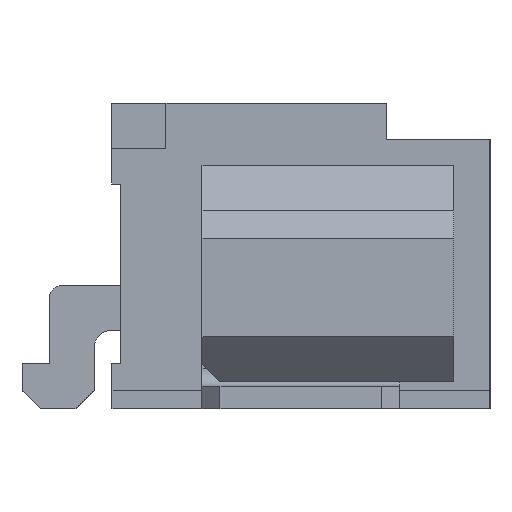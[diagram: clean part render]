
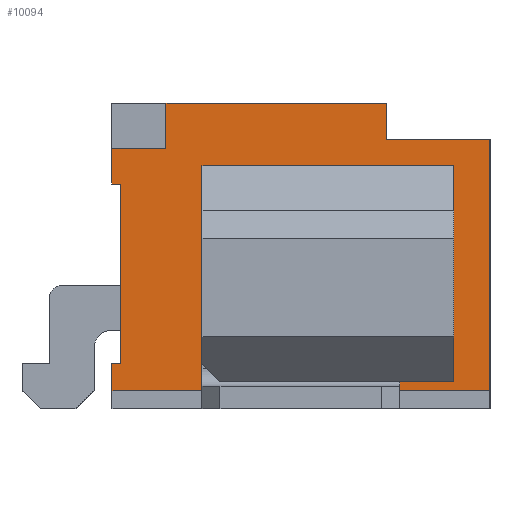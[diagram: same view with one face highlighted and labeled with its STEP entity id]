
A CAD part, left-side view. The second image highlights one B-rep face of the part: STEP entity #10094.
In plain terms, the highlighted planar face has unit normal (-1, 0, 0).
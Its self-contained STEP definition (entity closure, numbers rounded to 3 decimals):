
#463=FACE_BOUND('',#1086,.T.);
#556=FACE_OUTER_BOUND('',#1085,.T.);
#1085=EDGE_LOOP('',(#7132,#7133,#7134,#7135,#7136,#7137,#7138,#7139,#7140,
#7141,#7142,#7143));
#1086=EDGE_LOOP('',(#7144,#7145,#7146,#7147));
#1612=LINE('',#13811,#2973);
#1616=LINE('',#13821,#2977);
#1678=LINE('',#13945,#3039);
#1711=LINE('',#14011,#3072);
#1864=LINE('',#14346,#3225);
#1872=LINE('',#14362,#3233);
#1873=LINE('',#14364,#3234);
#1874=LINE('',#14365,#3235);
#1875=LINE('',#14367,#3236);
#1876=LINE('',#14369,#3237);
#1877=LINE('',#14371,#3238);
#1878=LINE('',#14373,#3239);
#1879=LINE('',#14375,#3240);
#1880=LINE('',#14376,#3241);
#1881=LINE('',#14377,#3242);
#1882=LINE('',#14378,#3243);
#2973=VECTOR('',#11225,0.3);
#2977=VECTOR('',#11231,0.4);
#3039=VECTOR('',#11295,0.1);
#3072=VECTOR('',#11334,2.4);
#3225=VECTOR('',#11613,2.4);
#3233=VECTOR('',#11631,0.6);
#3234=VECTOR('',#11632,0.1);
#3235=VECTOR('',#11633,2.);
#3236=VECTOR('',#11634,4.2);
#3237=VECTOR('',#11635,2.8);
#3238=VECTOR('',#11636,1.15);
#3239=VECTOR('',#11637,0.4);
#3240=VECTOR('',#11638,2.45);
#3241=VECTOR('',#11639,0.5);
#3242=VECTOR('',#11640,2.8);
#3243=VECTOR('',#11641,2.8);
#4324=VERTEX_POINT('',#13797);
#4329=VERTEX_POINT('',#13809);
#4333=VERTEX_POINT('',#13818);
#4334=VERTEX_POINT('',#13820);
#4395=VERTEX_POINT('',#13944);
#4424=VERTEX_POINT('',#14008);
#4425=VERTEX_POINT('',#14010);
#4543=VERTEX_POINT('',#14344);
#4544=VERTEX_POINT('',#14345);
#4547=VERTEX_POINT('',#14361);
#4548=VERTEX_POINT('',#14363);
#4549=VERTEX_POINT('',#14366);
#4550=VERTEX_POINT('',#14368);
#4551=VERTEX_POINT('',#14370);
#4552=VERTEX_POINT('',#14372);
#4553=VERTEX_POINT('',#14374);
#5266=EDGE_CURVE('',#4329,#4324,#1612,.T.);
#5270=EDGE_CURVE('',#4333,#4334,#1616,.T.);
#5332=EDGE_CURVE('',#4324,#4395,#1678,.T.);
#5365=EDGE_CURVE('',#4425,#4424,#1711,.T.);
#5535=EDGE_CURVE('',#4543,#4544,#1864,.T.);
#5543=EDGE_CURVE('',#4334,#4547,#1872,.T.);
#5544=EDGE_CURVE('',#4333,#4548,#1873,.T.);
#5545=EDGE_CURVE('',#4395,#4548,#1874,.T.);
#5546=EDGE_CURVE('',#4329,#4549,#1875,.T.);
#5547=EDGE_CURVE('',#4549,#4550,#1876,.T.);
#5548=EDGE_CURVE('',#4550,#4551,#1877,.T.);
#5549=EDGE_CURVE('',#4552,#4551,#1878,.T.);
#5550=EDGE_CURVE('',#4553,#4552,#1879,.T.);
#5551=EDGE_CURVE('',#4553,#4547,#1880,.T.);
#5552=EDGE_CURVE('',#4544,#4424,#1881,.T.);
#5553=EDGE_CURVE('',#4543,#4425,#1882,.T.);
#7132=ORIENTED_EDGE('',*,*,#5543,.F.);
#7133=ORIENTED_EDGE('',*,*,#5270,.F.);
#7134=ORIENTED_EDGE('',*,*,#5544,.T.);
#7135=ORIENTED_EDGE('',*,*,#5545,.F.);
#7136=ORIENTED_EDGE('',*,*,#5332,.F.);
#7137=ORIENTED_EDGE('',*,*,#5266,.F.);
#7138=ORIENTED_EDGE('',*,*,#5546,.T.);
#7139=ORIENTED_EDGE('',*,*,#5547,.T.);
#7140=ORIENTED_EDGE('',*,*,#5548,.T.);
#7141=ORIENTED_EDGE('',*,*,#5549,.F.);
#7142=ORIENTED_EDGE('',*,*,#5550,.F.);
#7143=ORIENTED_EDGE('',*,*,#5551,.T.);
#7144=ORIENTED_EDGE('',*,*,#5365,.T.);
#7145=ORIENTED_EDGE('',*,*,#5552,.F.);
#7146=ORIENTED_EDGE('',*,*,#5535,.F.);
#7147=ORIENTED_EDGE('',*,*,#5553,.T.);
#9597=PLANE('',#10653);
#10094=ADVANCED_FACE('',(#556,#463),#9597,.T.);
#10653=AXIS2_PLACEMENT_3D('',#14360,#11629,#11630);
#11225=DIRECTION('',(0.,0.,1.));
#11231=DIRECTION('',(0.,0.,1.));
#11295=DIRECTION('',(0.,-1.,0.));
#11334=DIRECTION('',(0.,0.,1.));
#11613=DIRECTION('',(0.,0.,1.));
#11629=DIRECTION('center_axis',(-1.,0.,0.));
#11630=DIRECTION('ref_axis',(0.,-1.,0.));
#11631=DIRECTION('',(0.,-1.,0.));
#11632=DIRECTION('',(0.,-1.,0.));
#11633=DIRECTION('',(0.,0.,1.));
#11634=DIRECTION('',(0.,-1.,0.));
#11635=DIRECTION('',(0.,0.,1.));
#11636=DIRECTION('',(0.,1.,0.));
#11637=DIRECTION('',(0.,0.,-1.));
#11638=DIRECTION('',(0.,-1.,0.));
#11639=DIRECTION('',(0.,0.,-1.));
#11640=DIRECTION('',(0.,1.,0.));
#11641=DIRECTION('',(0.,1.,0.));
#13797=CARTESIAN_POINT('',(-9.625,2.1,0.5));
#13809=CARTESIAN_POINT('',(-9.625,2.1,0.2));
#13811=CARTESIAN_POINT('',(-9.625,2.1,0.2));
#13818=CARTESIAN_POINT('',(-9.625,2.1,2.5));
#13820=CARTESIAN_POINT('',(-9.625,2.1,2.9));
#13821=CARTESIAN_POINT('',(-9.625,2.1,2.5));
#13944=CARTESIAN_POINT('',(-9.625,2.,0.5));
#13945=CARTESIAN_POINT('',(-9.625,2.1,0.5));
#14008=CARTESIAN_POINT('',(-9.625,1.1,2.7));
#14010=CARTESIAN_POINT('',(-9.625,1.1,0.3));
#14011=CARTESIAN_POINT('',(-9.625,1.1,0.3));
#14344=CARTESIAN_POINT('',(-9.625,-1.7,0.3));
#14345=CARTESIAN_POINT('',(-9.625,-1.7,2.7));
#14346=CARTESIAN_POINT('',(-9.625,-1.7,0.3));
#14360=CARTESIAN_POINT('Origin',(-9.625,2.1,0.));
#14361=CARTESIAN_POINT('',(-9.625,1.5,2.9));
#14362=CARTESIAN_POINT('',(-9.625,2.1,2.9));
#14363=CARTESIAN_POINT('',(-9.625,2.,2.5));
#14364=CARTESIAN_POINT('',(-9.625,2.1,2.5));
#14365=CARTESIAN_POINT('',(-9.625,2.,0.5));
#14366=CARTESIAN_POINT('',(-9.625,-2.1,0.2));
#14367=CARTESIAN_POINT('',(-9.625,2.1,0.2));
#14368=CARTESIAN_POINT('',(-9.625,-2.1,3.));
#14369=CARTESIAN_POINT('',(-9.625,-2.1,0.2));
#14370=CARTESIAN_POINT('',(-9.625,-0.95,3.));
#14371=CARTESIAN_POINT('',(-9.625,-2.1,3.));
#14372=CARTESIAN_POINT('',(-9.625,-0.95,3.4));
#14373=CARTESIAN_POINT('',(-9.625,-0.95,3.4));
#14374=CARTESIAN_POINT('',(-9.625,1.5,3.4));
#14375=CARTESIAN_POINT('',(-9.625,1.5,3.4));
#14376=CARTESIAN_POINT('',(-9.625,1.5,3.4));
#14377=CARTESIAN_POINT('',(-9.625,-1.7,2.7));
#14378=CARTESIAN_POINT('',(-9.625,-1.7,0.3));
